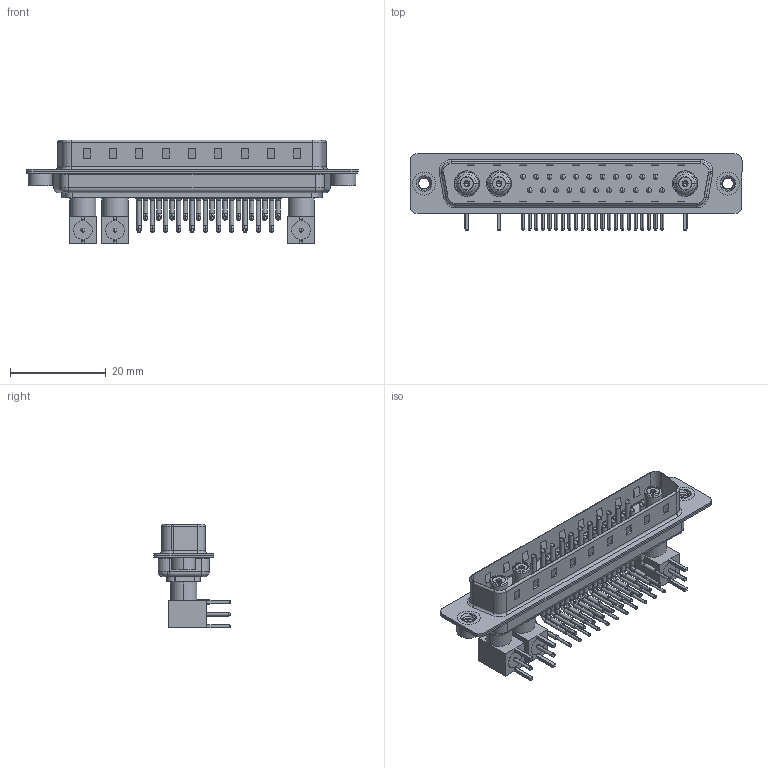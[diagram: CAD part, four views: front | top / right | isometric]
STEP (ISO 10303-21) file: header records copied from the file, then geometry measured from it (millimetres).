
FILE_DESCRIPTION (( 'STEP AP203' ), '1' );
FILE_NAME ('629-25W3640-5TA.STEP', '2022-05-16T09:07:36', ( '' ), ( '' ), 'SwSTEP 2.0', 'SolidWorks 2020', '' );
FILE_SCHEMA (( 'CONFIG_CONTROL_DESIGN' ));
Length unit declared in the file: millimetre
Products named in the file (17): 629Combo Shell Rear_37 Contacts; 629Combo Contact Row 1; Co-Ax Jack Assy_RA; 629Combo Threaded Rivet_2; Insulator Socket; RA Back Shell; Insulator Socket 2; 629Combo Housing_25W3; Socket_RA; Insulator RA Pin; 629Combo Contact Row 2; 629-25W3640-5TA; 629Combo Shell Front_37 Contacts; Locking Collar; Co-Ax Jack_RA PC Tail
Assembly tree (51 placements, depth 3):
  629-25W3640-5TA
    629Combo Housing_25W3
    629Combo Shell Rear_37 Contacts
    629Combo Shell Front_37 Contacts
    629Combo Threaded Rivet_2  x2
    Co-Ax Jack Assy_RA
      Co-Ax Jack_RA PC Tail
      Insulator Socket
      Insulator Socket 2
      Locking Collar
      Socket_RA
      RA Back Shell
      Insulator RA Pin
    Co-Ax Jack Assy_RA
      Co-Ax Jack_RA PC Tail
      Insulator Socket
      Insulator Socket 2
      Locking Collar
      Socket_RA
      RA Back Shell
      Insulator RA Pin
    Co-Ax Jack Assy_RA
      Co-Ax Jack_RA PC Tail
      Insulator Socket
      Insulator Socket 2
      Locking Collar
      Socket_RA
      RA Back Shell
      Insulator RA Pin
    629Combo Contact Row 1  x11
    629Combo Contact Row 2  x11
Bounding box: 69.4 x 16 x 21.71 mm (x, y, z)
Volume: 4803.2 mm3; surface area: 12746.7 mm2
Topology: 48 solids, 48 shells, 3288 faces, 8934 edges, 5771 vertices
Faces by surface type: plane 1782, cylinder 1134, cone 157, bspline 141, torus 68, sphere 6
Entity records: 32463 total; most frequent: CARTESIAN_POINT 6681, DIRECTION 5054, ORIENTED_EDGE 4614, EDGE_CURVE 2307, AXIS2_PLACEMENT_3D 1850, VERTEX_POINT 1487, VECTOR 1354, LINE 1354
